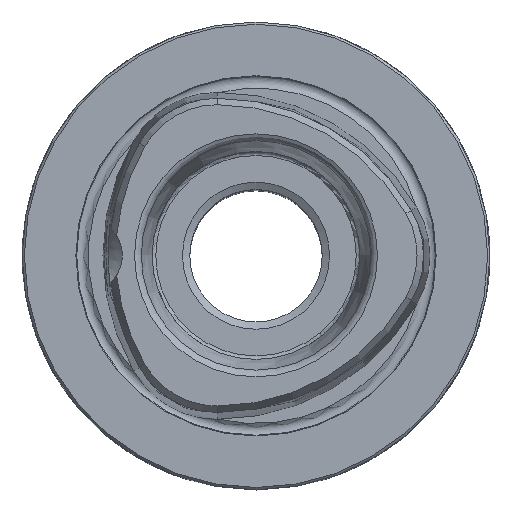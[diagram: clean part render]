
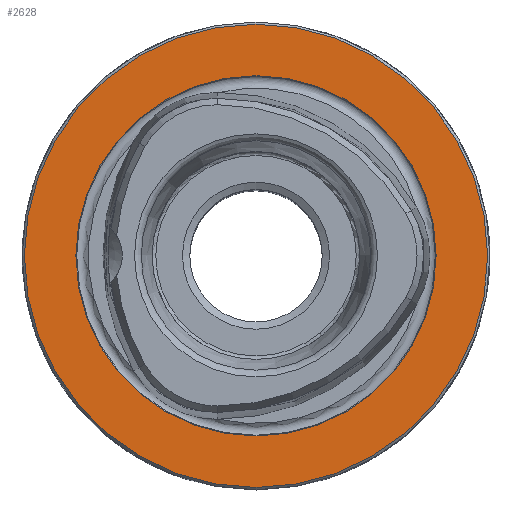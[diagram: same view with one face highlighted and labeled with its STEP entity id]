
A CAD part, top view. The second image highlights one B-rep face of the part: STEP entity #2628.
In plain terms, the highlighted planar face has unit normal (0, 0, 1).
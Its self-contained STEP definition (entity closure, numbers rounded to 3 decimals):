
#253=PLANE('',#2804);
#495=ORIENTED_EDGE('',*,*,#856,.T.);
#496=ORIENTED_EDGE('',*,*,#873,.F.);
#856=EDGE_CURVE('',#1087,#1087,#1219,.T.);
#873=EDGE_CURVE('',#1089,#1089,#1220,.T.);
#1087=VERTEX_POINT('',#3738);
#1089=VERTEX_POINT('',#3779);
#1219=CIRCLE('',#2782,31.2);
#1220=CIRCLE('',#2805,24.264);
#1381=EDGE_LOOP('',(#495));
#1382=EDGE_LOOP('',(#496));
#1573=FACE_BOUND('',#1381,.T.);
#1574=FACE_BOUND('',#1382,.T.);
#2628=ADVANCED_FACE('',(#1573,#1574),#253,.T.);
#2782=AXIS2_PLACEMENT_3D('',#3737,#3106,#3107);
#2804=AXIS2_PLACEMENT_3D('',#3777,#3166,#3167);
#2805=AXIS2_PLACEMENT_3D('',#3778,#3168,#3169);
#3106=DIRECTION('',(0.,0.,1.));
#3107=DIRECTION('',(1.,0.,0.));
#3166=DIRECTION('',(0.,0.,1.));
#3167=DIRECTION('',(1.,0.,0.));
#3168=DIRECTION('',(0.,0.,1.));
#3169=DIRECTION('',(1.,0.,0.));
#3737=CARTESIAN_POINT('',(0.,0.,0.));
#3738=CARTESIAN_POINT('',(31.2,0.,0.));
#3777=CARTESIAN_POINT('',(24.2,0.,0.));
#3778=CARTESIAN_POINT('',(0.,0.,0.));
#3779=CARTESIAN_POINT('',(24.264,0.,0.));
